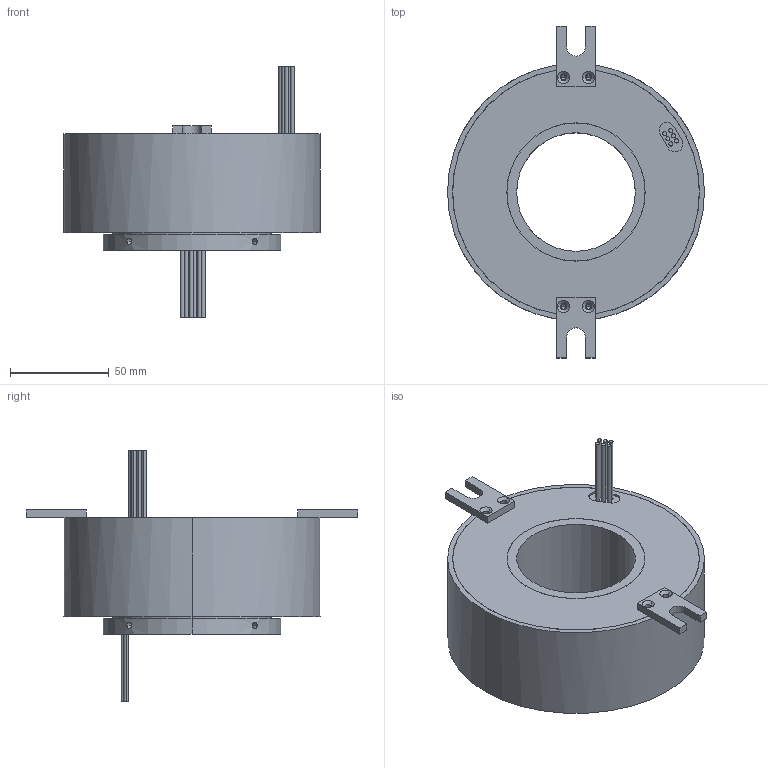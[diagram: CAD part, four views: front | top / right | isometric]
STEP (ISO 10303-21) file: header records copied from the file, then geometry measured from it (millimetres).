
FILE_DESCRIPTION (( 'STEP AP203' ), '1' );
FILE_NAME ('RT60130-P0610.STEP', '2020-07-17T06:16:03', ( 'gongcheng1' ), ( '' ), 'SwSTEP 2.0', 'SolidWorks 2014', '' );
FILE_SCHEMA (( 'CONFIG_CONTROL_DESIGN' ));
Length unit declared in the file: millimetre
Products named in the file (1): RT60130-P0610
Bounding box: 130 x 168 x 127 mm (x, y, z)
Volume: 556323.4 mm3; surface area: 73672.3 mm2
Topology: 2 solids, 2 shells, 156 faces, 368 edges, 232 vertices
Faces by surface type: cylinder 86, plane 54, cone 16
Entity records: 5343 total; most frequent: CARTESIAN_POINT 1581, DIRECTION 802, ORIENTED_EDGE 720, EDGE_CURVE 360, AXIS2_PLACEMENT_3D 317, VERTEX_POINT 232, EDGE_LOOP 204, VECTOR 168
